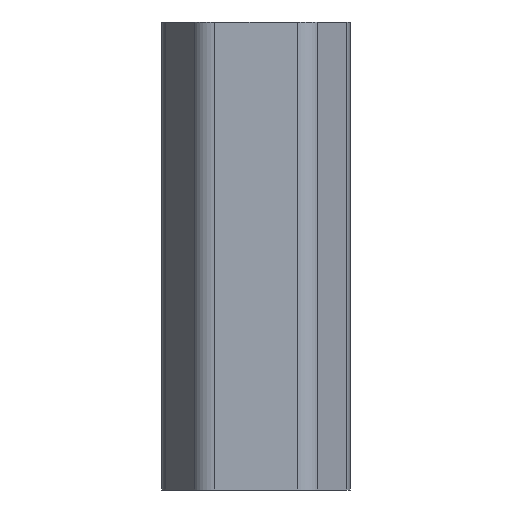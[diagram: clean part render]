
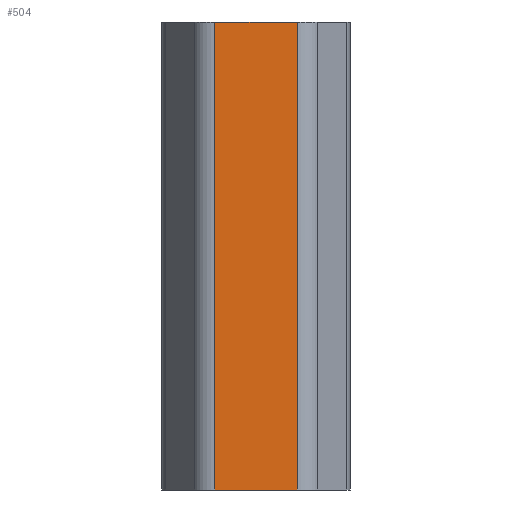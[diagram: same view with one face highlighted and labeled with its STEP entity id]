
A CAD part, left-side view. The second image highlights one B-rep face of the part: STEP entity #504.
In plain terms, the highlighted free-form (B-spline) face has degree [1, 1] with [2, 2] control points.
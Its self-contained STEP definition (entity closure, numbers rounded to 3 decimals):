
#53 = ( BOUNDED_SURFACE() B_SPLINE_SURFACE(2,1,(
    (#54,#55)
    ,(#56,#57)
,(#58,#59
  )),.UNSPECIFIED.,.F.,.F.,.F.) B_SPLINE_SURFACE_WITH_KNOTS((3,3),(2,2),
  (2.129,3.142),(-40.,0.),.PIECEWISE_BEZIER_KNOTS.) 
GEOMETRIC_REPRESENTATION_ITEM() RATIONAL_B_SPLINE_SURFACE((
    (1.,1.)
    ,(0.875,0.875)
,(1.,1.))) REPRESENTATION_ITEM('') SURFACE() );
#54 = CARTESIAN_POINT('',(0.96,-7.696,0.));
#55 = CARTESIAN_POINT('',(0.96,-7.696,34.8));
#56 = CARTESIAN_POINT('',(0.138,-8.209,0.));
#57 = CARTESIAN_POINT('',(0.138,-8.209,34.8));
#58 = CARTESIAN_POINT('',(0.138,-9.178,0.));
#59 = CARTESIAN_POINT('',(0.138,-9.178,34.8));
#81 = B_SPLINE_SURFACE_WITH_KNOTS('',1,1,(
    (#82,#83)
    ,(#84,#85
    )),.UNSPECIFIED.,.F.,.F.,.F.,(2,2),(2,2),(-0.94,
    7.06),(-13.196,2.804),
  .PIECEWISE_BEZIER_KNOTS.);
#82 = CARTESIAN_POINT('',(0.138,-19.229,0.));
#83 = CARTESIAN_POINT('',(0.138,-5.245,0.));
#84 = CARTESIAN_POINT('',(7.13,-19.229,0.));
#85 = CARTESIAN_POINT('',(7.13,-5.245,0.));
#132 = B_SPLINE_SURFACE_WITH_KNOTS('',1,1,(
    (#133,#134)
    ,(#135,#136
    )),.UNSPECIFIED.,.F.,.F.,.F.,(2,2),(2,2),(-0.94,
    7.06),(-13.196,2.804),
  .PIECEWISE_BEZIER_KNOTS.);
#133 = CARTESIAN_POINT('',(0.138,-19.229,34.8));
#134 = CARTESIAN_POINT('',(0.138,-5.245,34.8));
#135 = CARTESIAN_POINT('',(7.13,-19.229,34.8));
#136 = CARTESIAN_POINT('',(7.13,-5.245,34.8));
#399 = ( BOUNDED_SURFACE() B_SPLINE_SURFACE(2,1,(
    (#400,#401)
    ,(#402,#403)
,(#404,#405
    )),.UNSPECIFIED.,.F.,.F.,.F.) B_SPLINE_SURFACE_WITH_KNOTS((3,3),(2,2
    ),(3.142,4.154),(-40.,0.),
.PIECEWISE_BEZIER_KNOTS.) GEOMETRIC_REPRESENTATION_ITEM() 
RATIONAL_B_SPLINE_SURFACE((
    (1.,1.)
    ,(0.875,0.875)
,(1.,1.))) REPRESENTATION_ITEM('') SURFACE() );
#400 = CARTESIAN_POINT('',(0.138,-15.296,0.));
#401 = CARTESIAN_POINT('',(0.138,-15.296,34.8));
#402 = CARTESIAN_POINT('',(0.138,-16.265,0.));
#403 = CARTESIAN_POINT('',(0.138,-16.265,34.8));
#404 = CARTESIAN_POINT('',(0.96,-16.779,0.));
#405 = CARTESIAN_POINT('',(0.96,-16.779,34.8));
#434 = EDGE_CURVE('',#435,#437,#439,.T.);
#435 = VERTEX_POINT('',#436);
#436 = CARTESIAN_POINT('',(0.138,-15.296,34.8));
#437 = VERTEX_POINT('',#438);
#438 = CARTESIAN_POINT('',(0.138,-15.296,0.));
#439 = SURFACE_CURVE('',#440,(#443,#450),.PCURVE_S1.);
#440 = B_SPLINE_CURVE_WITH_KNOTS('',1,(#441,#442),.UNSPECIFIED.,.F.,.F.,
  (2,2),(0.,40.),.PIECEWISE_BEZIER_KNOTS.);
#441 = CARTESIAN_POINT('',(0.138,-15.296,34.8));
#442 = CARTESIAN_POINT('',(0.138,-15.296,0.));
#443 = PCURVE('',#399,#444);
#444 = DEFINITIONAL_REPRESENTATION('',(#445),#449);
#445 = B_SPLINE_CURVE_WITH_KNOTS('',2,(#446,#447,#448),.UNSPECIFIED.,.F.
  ,.F.,(3,3),(0.,40.),.PIECEWISE_BEZIER_KNOTS.);
#446 = CARTESIAN_POINT('',(3.142,0.));
#447 = CARTESIAN_POINT('',(3.142,-20.));
#448 = CARTESIAN_POINT('',(3.142,-40.));
#449 = ( GEOMETRIC_REPRESENTATION_CONTEXT(2) 
PARAMETRIC_REPRESENTATION_CONTEXT() REPRESENTATION_CONTEXT('2D SPACE',''
  ) );
#450 = PCURVE('',#451,#456);
#451 = B_SPLINE_SURFACE_WITH_KNOTS('',1,1,(
    (#452,#453)
    ,(#454,#455
    )),.UNSPECIFIED.,.F.,.F.,.F.,(2,2),(2,2),(0.,7.),(-40.,0.),
  .PIECEWISE_BEZIER_KNOTS.);
#452 = CARTESIAN_POINT('',(0.138,-15.296,0.));
#453 = CARTESIAN_POINT('',(0.138,-15.296,34.8));
#454 = CARTESIAN_POINT('',(0.138,-9.178,0.));
#455 = CARTESIAN_POINT('',(0.138,-9.178,34.8));
#456 = DEFINITIONAL_REPRESENTATION('',(#457),#460);
#457 = B_SPLINE_CURVE_WITH_KNOTS('',1,(#458,#459),.UNSPECIFIED.,.F.,.F.,
  (2,2),(0.,40.),.PIECEWISE_BEZIER_KNOTS.);
#458 = CARTESIAN_POINT('',(0.,0.));
#459 = CARTESIAN_POINT('',(0.,-40.));
#460 = ( GEOMETRIC_REPRESENTATION_CONTEXT(2) 
PARAMETRIC_REPRESENTATION_CONTEXT() REPRESENTATION_CONTEXT('2D SPACE',''
  ) );
#504 = ADVANCED_FACE('',(#505),#451,.F.);
#505 = FACE_BOUND('',#506,.F.);
#506 = EDGE_LOOP('',(#507,#508,#528,#549));
#507 = ORIENTED_EDGE('',*,*,#434,.T.);
#508 = ORIENTED_EDGE('',*,*,#509,.T.);
#509 = EDGE_CURVE('',#437,#510,#512,.T.);
#510 = VERTEX_POINT('',#511);
#511 = CARTESIAN_POINT('',(0.138,-9.178,0.));
#512 = SURFACE_CURVE('',#513,(#516,#522),.PCURVE_S1.);
#513 = B_SPLINE_CURVE_WITH_KNOTS('',1,(#514,#515),.UNSPECIFIED.,.F.,.F.,
  (2,2),(0.,7.),.PIECEWISE_BEZIER_KNOTS.);
#514 = CARTESIAN_POINT('',(0.138,-15.296,0.));
#515 = CARTESIAN_POINT('',(0.138,-9.178,0.));
#516 = PCURVE('',#451,#517);
#517 = DEFINITIONAL_REPRESENTATION('',(#518),#521);
#518 = B_SPLINE_CURVE_WITH_KNOTS('',1,(#519,#520),.UNSPECIFIED.,.F.,.F.,
  (2,2),(0.,7.),.PIECEWISE_BEZIER_KNOTS.);
#519 = CARTESIAN_POINT('',(0.,-40.));
#520 = CARTESIAN_POINT('',(7.,-40.));
#521 = ( GEOMETRIC_REPRESENTATION_CONTEXT(2) 
PARAMETRIC_REPRESENTATION_CONTEXT() REPRESENTATION_CONTEXT('2D SPACE',''
  ) );
#522 = PCURVE('',#81,#523);
#523 = DEFINITIONAL_REPRESENTATION('',(#524),#527);
#524 = B_SPLINE_CURVE_WITH_KNOTS('',1,(#525,#526),.UNSPECIFIED.,.F.,.F.,
  (2,2),(0.,7.),.PIECEWISE_BEZIER_KNOTS.);
#525 = CARTESIAN_POINT('',(-0.94,-8.696));
#526 = CARTESIAN_POINT('',(-0.94,-1.696));
#527 = ( GEOMETRIC_REPRESENTATION_CONTEXT(2) 
PARAMETRIC_REPRESENTATION_CONTEXT() REPRESENTATION_CONTEXT('2D SPACE',''
  ) );
#528 = ORIENTED_EDGE('',*,*,#529,.F.);
#529 = EDGE_CURVE('',#530,#510,#532,.T.);
#530 = VERTEX_POINT('',#531);
#531 = CARTESIAN_POINT('',(0.138,-9.178,34.8));
#532 = SURFACE_CURVE('',#533,(#536,#542),.PCURVE_S1.);
#533 = B_SPLINE_CURVE_WITH_KNOTS('',1,(#534,#535),.UNSPECIFIED.,.F.,.F.,
  (2,2),(0.,40.),.PIECEWISE_BEZIER_KNOTS.);
#534 = CARTESIAN_POINT('',(0.138,-9.178,34.8));
#535 = CARTESIAN_POINT('',(0.138,-9.178,0.));
#536 = PCURVE('',#451,#537);
#537 = DEFINITIONAL_REPRESENTATION('',(#538),#541);
#538 = B_SPLINE_CURVE_WITH_KNOTS('',1,(#539,#540),.UNSPECIFIED.,.F.,.F.,
  (2,2),(0.,40.),.PIECEWISE_BEZIER_KNOTS.);
#539 = CARTESIAN_POINT('',(7.,0.));
#540 = CARTESIAN_POINT('',(7.,-40.));
#541 = ( GEOMETRIC_REPRESENTATION_CONTEXT(2) 
PARAMETRIC_REPRESENTATION_CONTEXT() REPRESENTATION_CONTEXT('2D SPACE',''
  ) );
#542 = PCURVE('',#53,#543);
#543 = DEFINITIONAL_REPRESENTATION('',(#544),#548);
#544 = B_SPLINE_CURVE_WITH_KNOTS('',2,(#545,#546,#547),.UNSPECIFIED.,.F.
  ,.F.,(3,3),(0.,40.),.PIECEWISE_BEZIER_KNOTS.);
#545 = CARTESIAN_POINT('',(3.142,0.));
#546 = CARTESIAN_POINT('',(3.142,-20.));
#547 = CARTESIAN_POINT('',(3.142,-40.));
#548 = ( GEOMETRIC_REPRESENTATION_CONTEXT(2) 
PARAMETRIC_REPRESENTATION_CONTEXT() REPRESENTATION_CONTEXT('2D SPACE',''
  ) );
#549 = ORIENTED_EDGE('',*,*,#550,.F.);
#550 = EDGE_CURVE('',#435,#530,#551,.T.);
#551 = SURFACE_CURVE('',#552,(#555,#561),.PCURVE_S1.);
#552 = B_SPLINE_CURVE_WITH_KNOTS('',1,(#553,#554),.UNSPECIFIED.,.F.,.F.,
  (2,2),(0.,7.),.PIECEWISE_BEZIER_KNOTS.);
#553 = CARTESIAN_POINT('',(0.138,-15.296,34.8));
#554 = CARTESIAN_POINT('',(0.138,-9.178,34.8));
#555 = PCURVE('',#451,#556);
#556 = DEFINITIONAL_REPRESENTATION('',(#557),#560);
#557 = B_SPLINE_CURVE_WITH_KNOTS('',1,(#558,#559),.UNSPECIFIED.,.F.,.F.,
  (2,2),(0.,7.),.PIECEWISE_BEZIER_KNOTS.);
#558 = CARTESIAN_POINT('',(0.,0.));
#559 = CARTESIAN_POINT('',(7.,0.));
#560 = ( GEOMETRIC_REPRESENTATION_CONTEXT(2) 
PARAMETRIC_REPRESENTATION_CONTEXT() REPRESENTATION_CONTEXT('2D SPACE',''
  ) );
#561 = PCURVE('',#132,#562);
#562 = DEFINITIONAL_REPRESENTATION('',(#563),#566);
#563 = B_SPLINE_CURVE_WITH_KNOTS('',1,(#564,#565),.UNSPECIFIED.,.F.,.F.,
  (2,2),(0.,7.),.PIECEWISE_BEZIER_KNOTS.);
#564 = CARTESIAN_POINT('',(-0.94,-8.696));
#565 = CARTESIAN_POINT('',(-0.94,-1.696));
#566 = ( GEOMETRIC_REPRESENTATION_CONTEXT(2) 
PARAMETRIC_REPRESENTATION_CONTEXT() REPRESENTATION_CONTEXT('2D SPACE',''
  ) );
